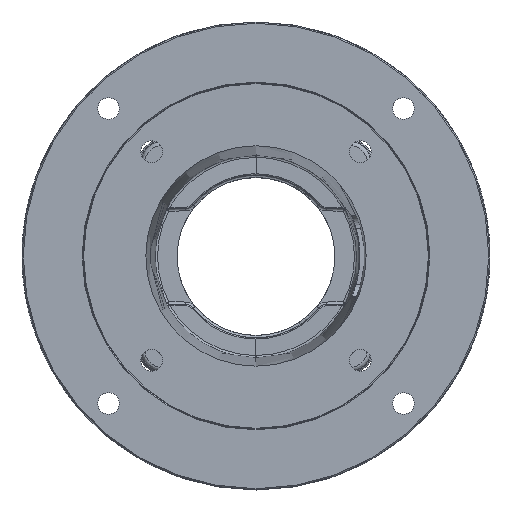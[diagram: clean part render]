
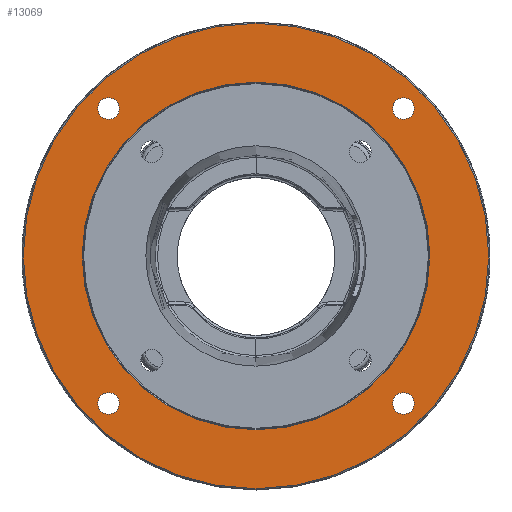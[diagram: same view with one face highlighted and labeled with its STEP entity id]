
A CAD part, top view. The second image highlights one B-rep face of the part: STEP entity #13069.
In plain terms, the highlighted planar face has unit normal (0, 0, 1).
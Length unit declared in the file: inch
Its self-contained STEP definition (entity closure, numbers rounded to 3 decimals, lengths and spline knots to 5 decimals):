
#35=CARTESIAN_POINT('',(0.,0.,-0.08));
#36=DIRECTION('',(0.,0.,1.));
#37=DIRECTION('',(0.,1.,0.));
#38=AXIS2_PLACEMENT_3D('',#35,#36,#37);
#44=CARTESIAN_POINT('',(0.,0.,-0.08));
#45=DIRECTION('',(0.,0.,-1.));
#46=DIRECTION('',(0.,1.,0.));
#47=AXIS2_PLACEMENT_3D('',#44,#45,#46);
#747=CARTESIAN_POINT('',(-3.62392,3.62392,-0.08));
#748=DIRECTION('',(0.,0.,-1.));
#749=DIRECTION('',(-0.707,0.707,0.));
#750=AXIS2_PLACEMENT_3D('',#747,#748,#749);
#752=CARTESIAN_POINT('',(-3.62392,3.62392,-0.08));
#753=DIRECTION('',(0.,0.,-1.));
#754=DIRECTION('',(0.707,-0.707,0.));
#755=AXIS2_PLACEMENT_3D('',#752,#753,#754);
#757=CARTESIAN_POINT('',(-3.62392,-3.62392,-0.08));
#758=DIRECTION('',(0.,0.,-1.));
#759=DIRECTION('',(-0.707,-0.707,0.));
#760=AXIS2_PLACEMENT_3D('',#757,#758,#759);
#762=CARTESIAN_POINT('',(-3.62392,-3.62392,-0.08));
#763=DIRECTION('',(0.,0.,-1.));
#764=DIRECTION('',(0.707,0.707,0.));
#765=AXIS2_PLACEMENT_3D('',#762,#763,#764);
#767=CARTESIAN_POINT('',(3.62392,-3.62392,-0.08));
#768=DIRECTION('',(0.,0.,-1.));
#769=DIRECTION('',(0.707,-0.707,0.));
#770=AXIS2_PLACEMENT_3D('',#767,#768,#769);
#772=CARTESIAN_POINT('',(3.62392,-3.62392,-0.08));
#773=DIRECTION('',(0.,0.,-1.));
#774=DIRECTION('',(-0.707,0.707,0.));
#775=AXIS2_PLACEMENT_3D('',#772,#773,#774);
#777=CARTESIAN_POINT('',(3.62392,3.62392,-0.08));
#778=DIRECTION('',(0.,0.,-1.));
#779=DIRECTION('',(0.707,0.707,0.));
#780=AXIS2_PLACEMENT_3D('',#777,#778,#779);
#782=CARTESIAN_POINT('',(3.62392,3.62392,-0.08));
#783=DIRECTION('',(0.,0.,-1.));
#784=DIRECTION('',(-0.707,-0.707,0.));
#785=AXIS2_PLACEMENT_3D('',#782,#783,#784);
#787=CARTESIAN_POINT('',(0.,0.,-0.08));
#788=DIRECTION('',(0.,0.,1.));
#789=DIRECTION('',(0.,1.,0.));
#790=AXIS2_PLACEMENT_3D('',#787,#788,#789);
#792=CARTESIAN_POINT('',(0.,0.,-0.08));
#793=DIRECTION('',(0.,0.,1.));
#794=DIRECTION('',(0.,-1.,0.));
#795=AXIS2_PLACEMENT_3D('',#792,#793,#794);
#11705=CARTESIAN_POINT('',(0.,5.72,-0.08));
#11706=CARTESIAN_POINT('',(0.,-5.72,-0.08));
#11707=VERTEX_POINT('',#11705);
#11708=VERTEX_POINT('',#11706);
#11729=CARTESIAN_POINT('',(-3.81131,3.81131,-0.08));
#11730=CARTESIAN_POINT('',(-3.43654,3.43654,-0.08));
#11731=VERTEX_POINT('',#11729);
#11732=VERTEX_POINT('',#11730);
#11773=CARTESIAN_POINT('',(-3.81131,-3.81131,-0.08));
#11774=CARTESIAN_POINT('',(-3.43654,-3.43654,-0.08));
#11775=VERTEX_POINT('',#11773);
#11776=VERTEX_POINT('',#11774);
#11781=CARTESIAN_POINT('',(3.81131,-3.81131,-0.08));
#11782=CARTESIAN_POINT('',(3.43654,-3.43654,-0.08));
#11783=VERTEX_POINT('',#11781);
#11784=VERTEX_POINT('',#11782);
#11789=CARTESIAN_POINT('',(3.81131,3.81131,-0.08));
#11790=CARTESIAN_POINT('',(3.43654,3.43654,-0.08));
#11791=VERTEX_POINT('',#11789);
#11792=VERTEX_POINT('',#11790);
#11809=CARTESIAN_POINT('',(0.,4.271,-0.08));
#11810=CARTESIAN_POINT('',(0.,-4.271,-0.08));
#11811=VERTEX_POINT('',#11809);
#11812=VERTEX_POINT('',#11810);
#13031=CARTESIAN_POINT('',(0.,0.,-0.08));
#13032=DIRECTION('',(0.,0.,1.));
#13033=DIRECTION('',(0.,1.,0.));
#13034=AXIS2_PLACEMENT_3D('',#13031,#13032,#13033);
#13035=PLANE('',#13034);
#13036=ORIENTED_EDGE('',*,*,#12004,.T.);
#13037=ORIENTED_EDGE('',*,*,#11989,.F.);
#13038=EDGE_LOOP('',(#13036,#13037));
#13039=FACE_OUTER_BOUND('',#13038,.F.);
#13041=ORIENTED_EDGE('',*,*,#13040,.F.);
#13043=ORIENTED_EDGE('',*,*,#13042,.F.);
#13044=EDGE_LOOP('',(#13041,#13043));
#13045=FACE_BOUND('',#13044,.F.);
#13047=ORIENTED_EDGE('',*,*,#13046,.F.);
#13049=ORIENTED_EDGE('',*,*,#13048,.F.);
#13050=EDGE_LOOP('',(#13047,#13049));
#13051=FACE_BOUND('',#13050,.F.);
#13053=ORIENTED_EDGE('',*,*,#13052,.F.);
#13055=ORIENTED_EDGE('',*,*,#13054,.F.);
#13056=EDGE_LOOP('',(#13053,#13055));
#13057=FACE_BOUND('',#13056,.F.);
#13059=ORIENTED_EDGE('',*,*,#13058,.F.);
#13061=ORIENTED_EDGE('',*,*,#13060,.F.);
#13062=EDGE_LOOP('',(#13059,#13061));
#13063=FACE_BOUND('',#13062,.F.);
#13065=ORIENTED_EDGE('',*,*,#13064,.T.);
#13066=ORIENTED_EDGE('',*,*,#13021,.T.);
#13067=EDGE_LOOP('',(#13065,#13066));
#13068=FACE_BOUND('',#13067,.F.);
#13069=ADVANCED_FACE('',(#13039,#13045,#13051,#13057,#13063,#13068),#13035,.T.);
#39=CIRCLE('',#38,5.72);
#48=CIRCLE('',#47,5.72);
#751=CIRCLE('',#750,0.265);
#756=CIRCLE('',#755,0.265);
#761=CIRCLE('',#760,0.265);
#766=CIRCLE('',#765,0.265);
#771=CIRCLE('',#770,0.265);
#776=CIRCLE('',#775,0.265);
#781=CIRCLE('',#780,0.265);
#786=CIRCLE('',#785,0.265);
#791=CIRCLE('',#790,4.271);
#796=CIRCLE('',#795,4.271);
#11989=EDGE_CURVE('',#11707,#11708,#39,.T.);
#12004=EDGE_CURVE('',#11707,#11708,#48,.T.);
#13021=EDGE_CURVE('',#11812,#11811,#796,.T.);
#13040=EDGE_CURVE('',#11731,#11732,#751,.T.);
#13042=EDGE_CURVE('',#11732,#11731,#756,.T.);
#13046=EDGE_CURVE('',#11775,#11776,#761,.T.);
#13048=EDGE_CURVE('',#11776,#11775,#766,.T.);
#13052=EDGE_CURVE('',#11783,#11784,#771,.T.);
#13054=EDGE_CURVE('',#11784,#11783,#776,.T.);
#13058=EDGE_CURVE('',#11791,#11792,#781,.T.);
#13060=EDGE_CURVE('',#11792,#11791,#786,.T.);
#13064=EDGE_CURVE('',#11811,#11812,#791,.T.);
